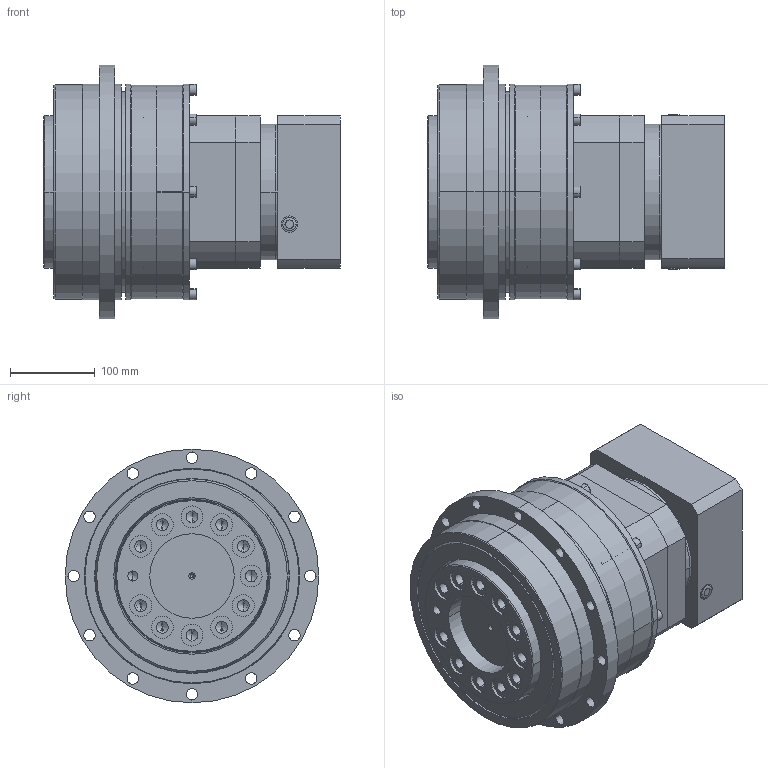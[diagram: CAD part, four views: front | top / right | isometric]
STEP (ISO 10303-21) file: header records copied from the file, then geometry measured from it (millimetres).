
FILE_DESCRIPTION (( 'STEP AP203' ), '1' );
FILE_NAME ('GPD255-L2-(42-114.3-200-M12).STEP', '2024-07-04T03:49:49', ( '' ), ( '' ), 'SwSTEP 2.0', 'SolidWorks 2019', '' );
FILE_SCHEMA (( 'CONFIG_CONTROL_DESIGN' ));
Length unit declared in the file: millimetre
Products named in the file (1): GPD255-L2-(42-114.3-200-M12)
Bounding box: 351 x 300 x 300 mm (x, y, z)
Volume: 12724799.3 mm3; surface area: 983327.5 mm2
Topology: 36 solids, 36 shells, 837 faces, 1867 edges, 1169 vertices
Faces by surface type: plane 347, cylinder 309, torus 91, cone 90
Entity records: 24611 total; most frequent: CARTESIAN_POINT 5308, DIRECTION 4318, ORIENTED_EDGE 3666, EDGE_CURVE 1833, AXIS2_PLACEMENT_3D 1679, VERTEX_POINT 1169, EDGE_LOOP 1010, LINE 960
